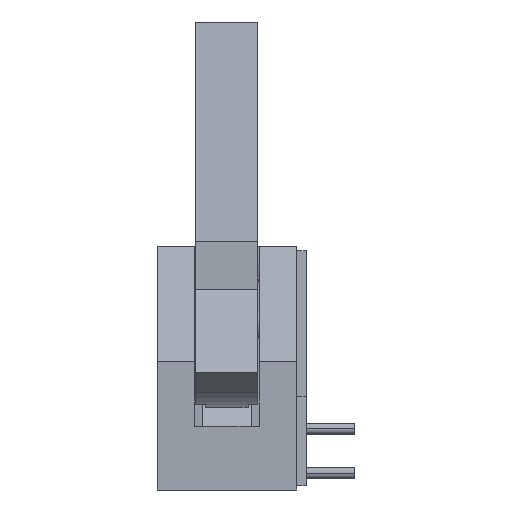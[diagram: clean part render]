
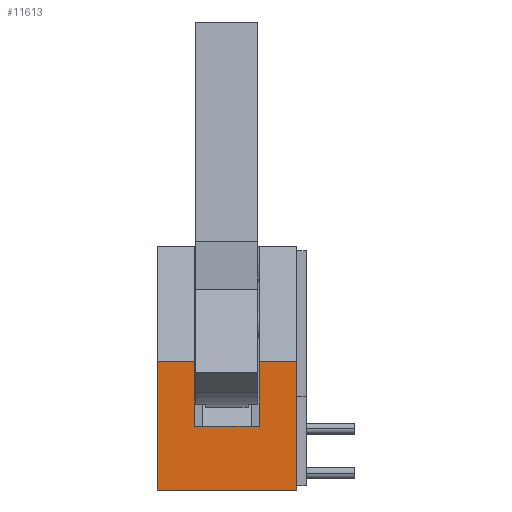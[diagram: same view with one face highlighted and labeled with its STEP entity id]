
A CAD part, left-side view. The second image highlights one B-rep face of the part: STEP entity #11613.
In plain terms, the highlighted planar face has unit normal (-1, 0, 0).
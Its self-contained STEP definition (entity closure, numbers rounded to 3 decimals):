
#1458=DIRECTION('',(0.,0.,1.));
#1459=VECTOR('',#1458,7.341);
#1460=CARTESIAN_POINT('',(-22.352,4.001,-13.945));
#1461=LINE('',#1460,#1459);
#3249=DIRECTION('',(0.,0.,1.));
#3250=VECTOR('',#3249,7.341);
#3251=CARTESIAN_POINT('',(-22.352,-4.001,-13.945));
#3252=LINE('',#3251,#3250);
#3739=DIRECTION('',(0.,0.,-1.));
#3740=VECTOR('',#3739,3.683);
#3741=CARTESIAN_POINT('',(-22.352,-1.842,-6.604));
#3742=LINE('',#3741,#3740);
#3743=DIRECTION('',(0.,-1.,0.));
#3744=VECTOR('',#3743,8.001);
#3745=CARTESIAN_POINT('',(-22.352,4.001,-13.945));
#3746=LINE('',#3745,#3744);
#3747=DIRECTION('',(0.,0.,-1.));
#3748=VECTOR('',#3747,3.683);
#3749=CARTESIAN_POINT('',(-22.352,1.842,-6.604));
#3750=LINE('',#3749,#3748);
#3751=DIRECTION('',(0.,1.,0.));
#3752=VECTOR('',#3751,3.683);
#3753=CARTESIAN_POINT('',(-22.352,-1.842,-10.287));
#3754=LINE('',#3753,#3752);
#3759=DIRECTION('',(0.,-1.,0.));
#3760=VECTOR('',#3759,2.159);
#3761=CARTESIAN_POINT('',(-22.352,4.001,-6.604));
#3762=LINE('',#3761,#3760);
#3763=DIRECTION('',(0.,-1.,0.));
#3764=VECTOR('',#3763,2.159);
#3765=CARTESIAN_POINT('',(-22.352,-1.842,-6.604));
#3766=LINE('',#3765,#3764);
#4872=CARTESIAN_POINT('',(-22.352,4.001,-13.945));
#4873=CARTESIAN_POINT('',(-22.352,4.001,-6.604));
#4874=VERTEX_POINT('',#4872);
#4875=VERTEX_POINT('',#4873);
#4882=CARTESIAN_POINT('',(-22.352,-4.001,-13.945));
#4883=CARTESIAN_POINT('',(-22.352,-4.001,-6.604));
#4884=VERTEX_POINT('',#4882);
#4885=VERTEX_POINT('',#4883);
#5186=CARTESIAN_POINT('',(-22.352,-1.842,-6.604));
#5187=CARTESIAN_POINT('',(-22.352,-1.842,-10.287));
#5188=VERTEX_POINT('',#5186);
#5189=VERTEX_POINT('',#5187);
#5190=CARTESIAN_POINT('',(-22.352,1.842,-6.604));
#5191=CARTESIAN_POINT('',(-22.352,1.842,-10.287));
#5192=VERTEX_POINT('',#5190);
#5193=VERTEX_POINT('',#5191);
#11596=CARTESIAN_POINT('',(-22.352,4.001,-13.945));
#11597=DIRECTION('',(-1.,0.,0.));
#11598=DIRECTION('',(0.,0.,1.));
#11599=AXIS2_PLACEMENT_3D('',#11596,#11597,#11598);
#11600=PLANE('',#11599);
#11601=ORIENTED_EDGE('',*,*,#6603,.F.);
#11603=ORIENTED_EDGE('',*,*,#11602,.T.);
#11604=ORIENTED_EDGE('',*,*,#10656,.F.);
#11605=ORIENTED_EDGE('',*,*,#8598,.F.);
#11606=ORIENTED_EDGE('',*,*,#8264,.T.);
#11608=ORIENTED_EDGE('',*,*,#11607,.T.);
#11609=ORIENTED_EDGE('',*,*,#7626,.T.);
#11610=ORIENTED_EDGE('',*,*,#11255,.F.);
#11611=EDGE_LOOP('',(#11601,#11603,#11604,#11605,#11606,#11608,#11609,#11610));
#11612=FACE_OUTER_BOUND('',#11611,.F.);
#6603=EDGE_CURVE('',#5188,#5189,#3742,.T.);
#7626=EDGE_CURVE('',#5192,#5193,#3750,.T.);
#8264=EDGE_CURVE('',#4874,#4875,#1461,.T.);
#8598=EDGE_CURVE('',#4874,#4884,#3746,.T.);
#10656=EDGE_CURVE('',#4884,#4885,#3252,.T.);
#11255=EDGE_CURVE('',#5189,#5193,#3754,.T.);
#11602=EDGE_CURVE('',#5188,#4885,#3766,.T.);
#11607=EDGE_CURVE('',#4875,#5192,#3762,.T.);
#11613=ADVANCED_FACE('',(#11612),#11600,.T.);
